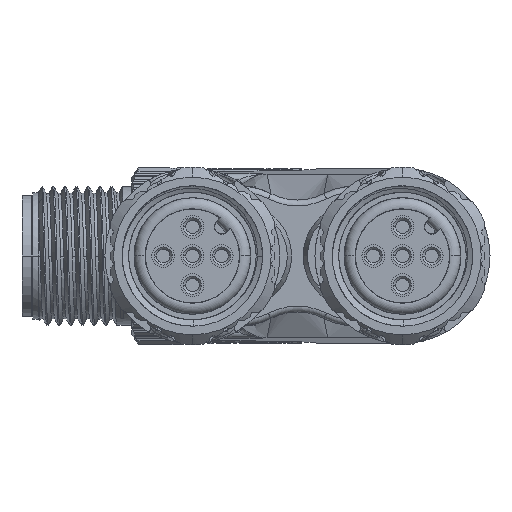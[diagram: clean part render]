
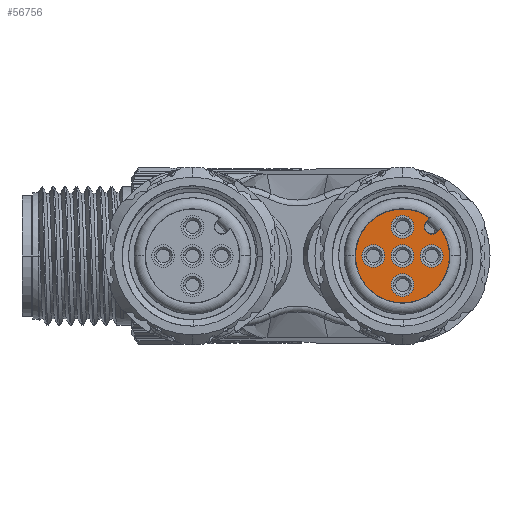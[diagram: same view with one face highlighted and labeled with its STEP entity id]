
A CAD part, left-side view. The second image highlights one B-rep face of the part: STEP entity #56756.
In plain terms, the highlighted planar face has unit normal (-1, 0, 0).
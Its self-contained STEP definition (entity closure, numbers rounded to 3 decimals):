
#18222=CARTESIAN_POINT('',(-127.6,-10.594,3.266));
#18239=DIRECTION('',(0.,0.707,-0.707));
#18240=VECTOR('',#18239,0.392);
#18241=CARTESIAN_POINT('',(-127.6,-10.594,3.266));
#18242=LINE('',#18241,#18240);
#18243=CARTESIAN_POINT('',(-127.6,-10.778,2.528));
#18244=DIRECTION('',(-1.,0.,0.));
#18245=DIRECTION('',(0.,0.707,0.707));
#18246=AXIS2_PLACEMENT_3D('',#18243,#18244,#18245);
#18248=CARTESIAN_POINT('',(-127.6,-10.778,2.528));
#18249=DIRECTION('',(-1.,0.,0.));
#18250=DIRECTION('',(0.,0.,-1.));
#18251=AXIS2_PLACEMENT_3D('',#18248,#18249,#18250);
#18253=DIRECTION('',(0.,-0.707,0.707));
#18254=VECTOR('',#18253,0.392);
#18255=CARTESIAN_POINT('',(-127.6,-11.239,2.067));
#18256=LINE('',#18255,#18254);
#18257=CARTESIAN_POINT('',(-127.6,-8.25,0.));
#18258=DIRECTION('',(1.,0.,0.));
#18259=DIRECTION('',(0.,-0.812,0.583));
#18260=AXIS2_PLACEMENT_3D('',#18257,#18258,#18259);
#18262=CARTESIAN_POINT('',(-127.6,-8.25,0.));
#18263=DIRECTION('',(1.,0.,0.));
#18264=DIRECTION('',(0.,0.,-1.));
#18265=AXIS2_PLACEMENT_3D('',#18262,#18263,#18264);
#18267=CARTESIAN_POINT('',(-127.6,-8.25,0.));
#18268=DIRECTION('',(1.,0.,0.));
#18269=DIRECTION('',(0.,0.,1.));
#18270=AXIS2_PLACEMENT_3D('',#18267,#18268,#18269);
#18272=CARTESIAN_POINT('',(-127.6,-8.25,2.5));
#18273=DIRECTION('',(-1.,0.,0.));
#18274=DIRECTION('',(0.,-1.,0.));
#18275=AXIS2_PLACEMENT_3D('',#18272,#18273,#18274);
#18277=CARTESIAN_POINT('',(-127.6,-8.25,2.5));
#18278=DIRECTION('',(-1.,0.,0.));
#18279=DIRECTION('',(0.,1.,0.));
#18280=AXIS2_PLACEMENT_3D('',#18277,#18278,#18279);
#18282=CARTESIAN_POINT('',(-127.6,-10.75,0.));
#18283=DIRECTION('',(-1.,0.,0.));
#18284=DIRECTION('',(0.,-1.,0.));
#18285=AXIS2_PLACEMENT_3D('',#18282,#18283,#18284);
#18287=CARTESIAN_POINT('',(-127.6,-10.75,0.));
#18288=DIRECTION('',(-1.,0.,0.));
#18289=DIRECTION('',(0.,1.,0.));
#18290=AXIS2_PLACEMENT_3D('',#18287,#18288,#18289);
#18292=CARTESIAN_POINT('',(-127.6,-8.25,-2.5));
#18293=DIRECTION('',(-1.,0.,0.));
#18294=DIRECTION('',(0.,-1.,0.));
#18295=AXIS2_PLACEMENT_3D('',#18292,#18293,#18294);
#18297=CARTESIAN_POINT('',(-127.6,-8.25,-2.5));
#18298=DIRECTION('',(-1.,0.,0.));
#18299=DIRECTION('',(0.,1.,0.));
#18300=AXIS2_PLACEMENT_3D('',#18297,#18298,#18299);
#18302=CARTESIAN_POINT('',(-127.6,-5.75,0.));
#18303=DIRECTION('',(-1.,0.,0.));
#18304=DIRECTION('',(0.,-1.,0.));
#18305=AXIS2_PLACEMENT_3D('',#18302,#18303,#18304);
#18307=CARTESIAN_POINT('',(-127.6,-5.75,0.));
#18308=DIRECTION('',(-1.,0.,0.));
#18309=DIRECTION('',(0.,1.,0.));
#18310=AXIS2_PLACEMENT_3D('',#18307,#18308,#18309);
#18312=CARTESIAN_POINT('',(-127.6,-8.25,0.));
#18313=DIRECTION('',(-1.,0.,0.));
#18314=DIRECTION('',(0.,1.,0.));
#18315=AXIS2_PLACEMENT_3D('',#18312,#18313,#18314);
#18317=CARTESIAN_POINT('',(-127.6,-8.25,0.));
#18318=DIRECTION('',(-1.,0.,0.));
#18319=DIRECTION('',(0.,-1.,0.));
#18320=AXIS2_PLACEMENT_3D('',#18317,#18318,#18319);
#28110=VERTEX_POINT('',#18222);
#28111=CARTESIAN_POINT('',(-127.6,-8.25,4.02));
#28112=VERTEX_POINT('',#28111);
#28113=CARTESIAN_POINT('',(-127.6,-8.25,-4.02));
#28114=VERTEX_POINT('',#28113);
#28115=CARTESIAN_POINT('',(-127.6,-11.516,2.344));
#28116=VERTEX_POINT('',#28115);
#28117=CARTESIAN_POINT('',(-127.6,-10.317,2.989));
#28118=VERTEX_POINT('',#28117);
#28119=CARTESIAN_POINT('',(-127.6,-11.239,2.067));
#28120=VERTEX_POINT('',#28119);
#28121=CARTESIAN_POINT('',(-127.6,-10.778,1.876));
#28122=VERTEX_POINT('',#28121);
#28125=CARTESIAN_POINT('',(-127.6,-9.23,2.5));
#28126=CARTESIAN_POINT('',(-127.6,-7.27,2.5));
#28127=VERTEX_POINT('',#28125);
#28128=VERTEX_POINT('',#28126);
#28129=CARTESIAN_POINT('',(-127.6,-11.73,0.));
#28130=CARTESIAN_POINT('',(-127.6,-9.77,0.));
#28131=VERTEX_POINT('',#28129);
#28132=VERTEX_POINT('',#28130);
#28133=CARTESIAN_POINT('',(-127.6,-9.23,-2.5));
#28134=CARTESIAN_POINT('',(-127.6,-7.27,-2.5));
#28135=VERTEX_POINT('',#28133);
#28136=VERTEX_POINT('',#28134);
#28137=CARTESIAN_POINT('',(-127.6,-6.73,0.));
#28138=CARTESIAN_POINT('',(-127.6,-4.77,0.));
#28139=VERTEX_POINT('',#28137);
#28140=VERTEX_POINT('',#28138);
#28141=CARTESIAN_POINT('',(-127.6,-7.27,0.));
#28142=CARTESIAN_POINT('',(-127.6,-9.23,0.));
#28143=VERTEX_POINT('',#28141);
#28144=VERTEX_POINT('',#28142);
#56712=CARTESIAN_POINT('',(-127.6,-8.25,0.));
#56713=DIRECTION('',(1.,0.,0.));
#56714=DIRECTION('',(0.,0.,1.));
#56715=AXIS2_PLACEMENT_3D('',#56712,#56713,#56714);
#56716=PLANE('',#56715);
#56717=ORIENTED_EDGE('',*,*,#56672,.T.);
#56718=ORIENTED_EDGE('',*,*,#56688,.T.);
#56719=ORIENTED_EDGE('',*,*,#56686,.T.);
#56720=ORIENTED_EDGE('',*,*,#56706,.T.);
#56721=ORIENTED_EDGE('',*,*,#56655,.T.);
#56722=ORIENTED_EDGE('',*,*,#56653,.T.);
#56723=ORIENTED_EDGE('',*,*,#56651,.T.);
#56724=EDGE_LOOP('',(#56717,#56718,#56719,#56720,#56721,#56722,#56723));
#56725=FACE_OUTER_BOUND('',#56724,.F.);
#56727=ORIENTED_EDGE('',*,*,#56726,.T.);
#56729=ORIENTED_EDGE('',*,*,#56728,.T.);
#56730=EDGE_LOOP('',(#56727,#56729));
#56731=FACE_BOUND('',#56730,.F.);
#56733=ORIENTED_EDGE('',*,*,#56732,.T.);
#56735=ORIENTED_EDGE('',*,*,#56734,.T.);
#56736=EDGE_LOOP('',(#56733,#56735));
#56737=FACE_BOUND('',#56736,.F.);
#56739=ORIENTED_EDGE('',*,*,#56738,.T.);
#56741=ORIENTED_EDGE('',*,*,#56740,.T.);
#56742=EDGE_LOOP('',(#56739,#56741));
#56743=FACE_BOUND('',#56742,.F.);
#56745=ORIENTED_EDGE('',*,*,#56744,.T.);
#56747=ORIENTED_EDGE('',*,*,#56746,.T.);
#56748=EDGE_LOOP('',(#56745,#56747));
#56749=FACE_BOUND('',#56748,.F.);
#56751=ORIENTED_EDGE('',*,*,#56750,.T.);
#56753=ORIENTED_EDGE('',*,*,#56752,.T.);
#56754=EDGE_LOOP('',(#56751,#56753));
#56755=FACE_BOUND('',#56754,.F.);
#56756=ADVANCED_FACE('',(#56725,#56731,#56737,#56743,#56749,#56755),#56716,.F.);
#18247=CIRCLE('',#18246,0.652);
#18252=CIRCLE('',#18251,0.652);
#18261=CIRCLE('',#18260,4.02);
#18266=CIRCLE('',#18265,4.02);
#18271=CIRCLE('',#18270,4.02);
#18276=CIRCLE('',#18275,0.98);
#18281=CIRCLE('',#18280,0.98);
#18286=CIRCLE('',#18285,0.98);
#18291=CIRCLE('',#18290,0.98);
#18296=CIRCLE('',#18295,0.98);
#18301=CIRCLE('',#18300,0.98);
#18306=CIRCLE('',#18305,0.98);
#18311=CIRCLE('',#18310,0.98);
#18316=CIRCLE('',#18315,0.98);
#18321=CIRCLE('',#18320,0.98);
#56651=EDGE_CURVE('',#28112,#28110,#18271,.T.);
#56653=EDGE_CURVE('',#28114,#28112,#18266,.T.);
#56655=EDGE_CURVE('',#28116,#28114,#18261,.T.);
#56672=EDGE_CURVE('',#28110,#28118,#18242,.T.);
#56686=EDGE_CURVE('',#28122,#28120,#18252,.T.);
#56688=EDGE_CURVE('',#28118,#28122,#18247,.T.);
#56706=EDGE_CURVE('',#28120,#28116,#18256,.T.);
#56726=EDGE_CURVE('',#28127,#28128,#18276,.T.);
#56728=EDGE_CURVE('',#28128,#28127,#18281,.T.);
#56732=EDGE_CURVE('',#28131,#28132,#18286,.T.);
#56734=EDGE_CURVE('',#28132,#28131,#18291,.T.);
#56738=EDGE_CURVE('',#28135,#28136,#18296,.T.);
#56740=EDGE_CURVE('',#28136,#28135,#18301,.T.);
#56744=EDGE_CURVE('',#28139,#28140,#18306,.T.);
#56746=EDGE_CURVE('',#28140,#28139,#18311,.T.);
#56750=EDGE_CURVE('',#28143,#28144,#18316,.T.);
#56752=EDGE_CURVE('',#28144,#28143,#18321,.T.);
